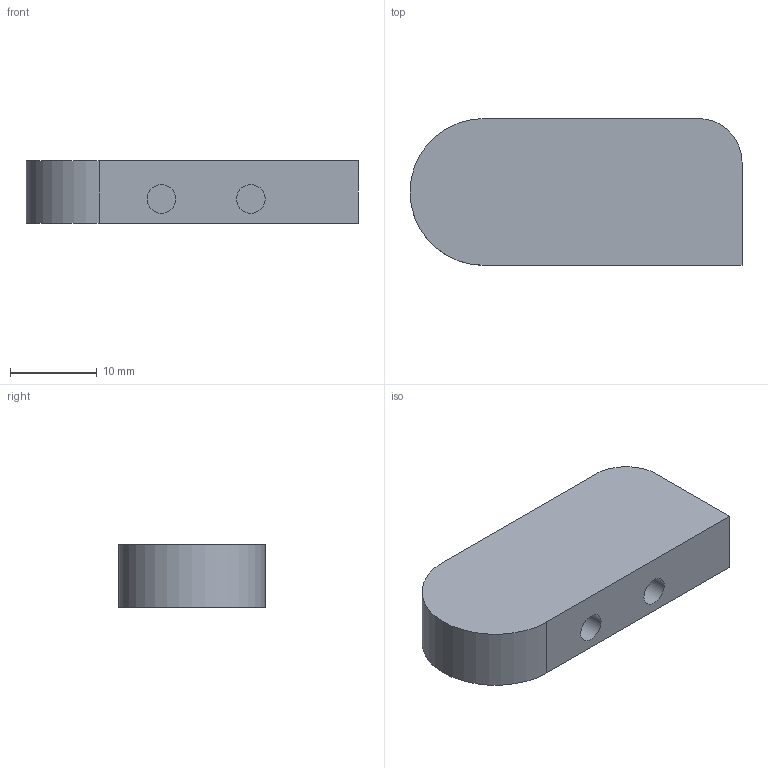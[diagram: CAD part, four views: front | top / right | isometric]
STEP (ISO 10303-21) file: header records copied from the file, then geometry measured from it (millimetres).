
FILE_DESCRIPTION(/* description */ (''),/* implementation_level */ '2;1');
FILE_NAME(/* name */ '35.1-stock-hinge-top-sealed.step',/* time_stamp */ '2022-04-06T21:26:46+01:00',/* author */ (''),/* organization */ (''),/* preprocessor_version */ 'ST-DEVELOPER v18.1',/* originating_system */ 'Autodesk Translation Framework v10.13.0.1454',/* authorisation */ '');
FILE_SCHEMA (('AUTOMOTIVE_DESIGN { 1 0 10303 214 3 1 1 }'));
Length unit declared in the file: millimetre
Products named in the file (1): 35.1-stock-hinge-top-sealed
Bounding box: 38.26 x 16.9 x 7.2 mm (x, y, z)
Volume: 3978.9 mm3; surface area: 2331.1 mm2
Topology: 1 solids, 1 shells, 23 faces, 53 edges, 36 vertices
Faces by surface type: plane 17, cylinder 6
Full cylindrical faces by diameter (mm): 3.3 x2, 5.2 x2
Entity records: 703 total; most frequent: DIRECTION 113, CARTESIAN_POINT 113, ORIENTED_EDGE 106, EDGE_CURVE 53, LINE 41, VECTOR 41, VERTEX_POINT 36, AXIS2_PLACEMENT_3D 36
